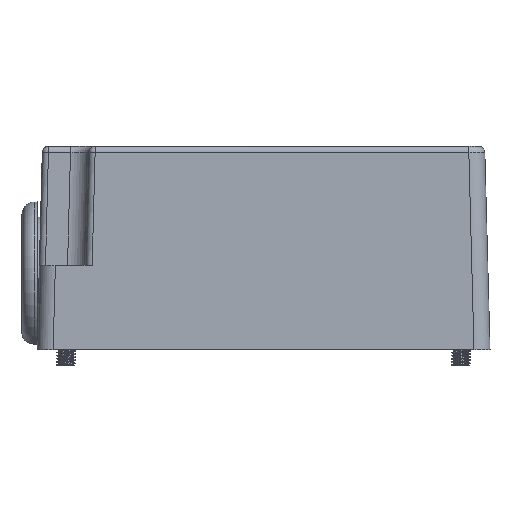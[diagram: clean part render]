
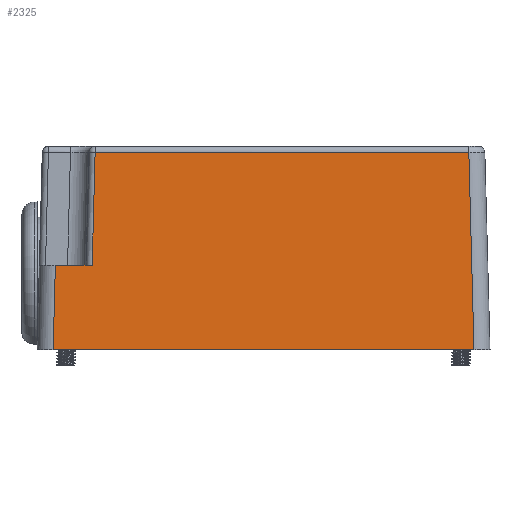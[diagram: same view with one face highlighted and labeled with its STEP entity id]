
A CAD part, left-side view. The second image highlights one B-rep face of the part: STEP entity #2325.
In plain terms, the highlighted planar face has unit normal (-1, 0, 0.026).
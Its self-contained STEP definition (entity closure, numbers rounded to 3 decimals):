
#1135=CARTESIAN_POINT('Vertex',(-938.128,6.53,-38.518)) ;
#1138=CARTESIAN_POINT('Line Origine',(-938.128,40.686,-38.518)) ;
#1142=CARTESIAN_POINT('Vertex',(-938.128,74.841,-38.518)) ;
#2279=CARTESIAN_POINT('Axis2P3D Location',(-938.827,39.186,-65.217)) ;
#2284=CARTESIAN_POINT('Line Origine',(-937.708,6.95,-22.506)) ;
#2288=CARTESIAN_POINT('Vertex',(-937.289,7.369,-6.494)) ;
#2291=CARTESIAN_POINT('Line Origine',(-937.289,37.697,-6.494)) ;
#2295=CARTESIAN_POINT('Vertex',(-937.289,68.025,-6.494)) ;
#2298=CARTESIAN_POINT('Line Origine',(-937.529,68.265,-15.655)) ;
#2302=CARTESIAN_POINT('Vertex',(-937.769,68.504,-24.815)) ;
#2305=CARTESIAN_POINT('Line Origine',(-937.769,71.493,-24.815)) ;
#2309=CARTESIAN_POINT('Vertex',(-937.769,74.482,-24.815)) ;
#2312=CARTESIAN_POINT('Line Origine',(-937.948,74.662,-31.667)) ;
#1139=DIRECTION('Vector Direction',(0.,-1.,0.)) ;
#2280=DIRECTION('Axis2P3D Direction',(-1.,0.,0.026)) ;
#2281=DIRECTION('Axis2P3D XDirection',(-0.026,0.,-1.)) ;
#2285=DIRECTION('Vector Direction',(0.026,0.026,0.999)) ;
#2292=DIRECTION('Vector Direction',(0.,1.,0.)) ;
#2299=DIRECTION('Vector Direction',(-0.026,0.026,-0.999)) ;
#2306=DIRECTION('Vector Direction',(0.,-1.,0.)) ;
#2313=DIRECTION('Vector Direction',(-0.026,0.026,-0.999)) ;
#2282=AXIS2_PLACEMENT_3D('Plane Axis2P3D',#2279,#2280,#2281) ;
#2318=ORIENTED_EDGE('',*,*,#2290,.T.) ;
#2319=ORIENTED_EDGE('',*,*,#2297,.T.) ;
#2320=ORIENTED_EDGE('',*,*,#2304,.T.) ;
#2321=ORIENTED_EDGE('',*,*,#2311,.F.) ;
#2322=ORIENTED_EDGE('',*,*,#2316,.T.) ;
#2323=ORIENTED_EDGE('',*,*,#1144,.T.) ;
#1140=VECTOR('Line Direction',#1139,1.) ;
#2286=VECTOR('Line Direction',#2285,1.) ;
#2293=VECTOR('Line Direction',#2292,1.) ;
#2300=VECTOR('Line Direction',#2299,1.) ;
#2307=VECTOR('Line Direction',#2306,1.) ;
#2314=VECTOR('Line Direction',#2313,1.) ;
#2325=ADVANCED_FACE('BREP_WITH_VOIDS #459',(#2324),#2283,.T.) ;
#1144=EDGE_CURVE('',#1143,#1136,#1141,.T.) ;
#2290=EDGE_CURVE('',#1136,#2289,#2287,.T.) ;
#2297=EDGE_CURVE('',#2289,#2296,#2294,.T.) ;
#2304=EDGE_CURVE('',#2296,#2303,#2301,.T.) ;
#2311=EDGE_CURVE('',#2310,#2303,#2308,.T.) ;
#2316=EDGE_CURVE('',#2310,#1143,#2315,.T.) ;
#2317=EDGE_LOOP('',(#2318,#2319,#2320,#2321,#2322,#2323)) ;
#2324=FACE_OUTER_BOUND('',#2317,.T.) ;
#1141=LINE('Line',#1138,#1140) ;
#2287=LINE('Line',#2284,#2286) ;
#2294=LINE('Line',#2291,#2293) ;
#2301=LINE('Line',#2298,#2300) ;
#2308=LINE('Line',#2305,#2307) ;
#2315=LINE('Line',#2312,#2314) ;
#2283=PLANE('Plane',#2282) ;
#1136=VERTEX_POINT('',#1135) ;
#1143=VERTEX_POINT('',#1142) ;
#2289=VERTEX_POINT('',#2288) ;
#2296=VERTEX_POINT('',#2295) ;
#2303=VERTEX_POINT('',#2302) ;
#2310=VERTEX_POINT('',#2309) ;
